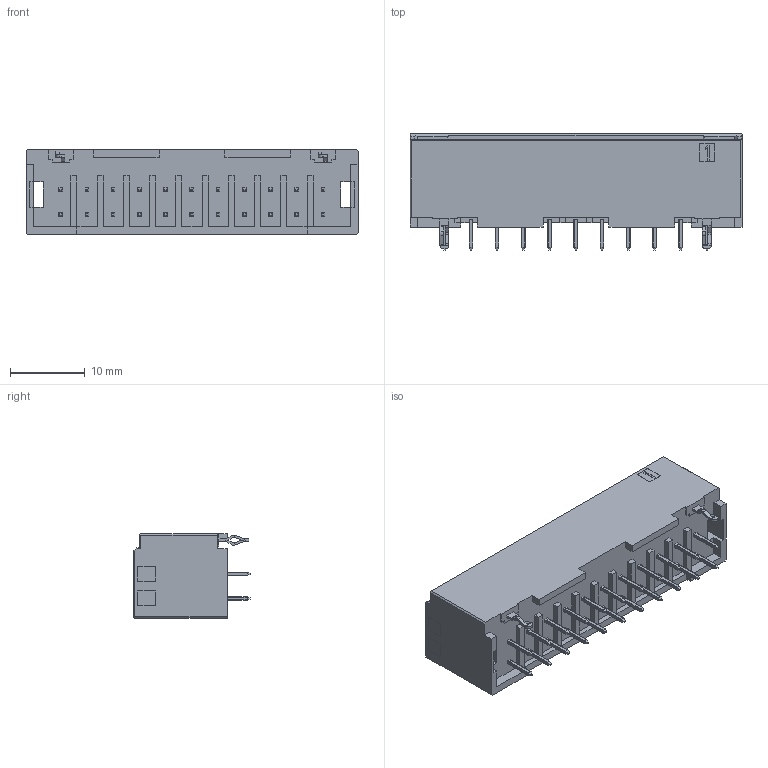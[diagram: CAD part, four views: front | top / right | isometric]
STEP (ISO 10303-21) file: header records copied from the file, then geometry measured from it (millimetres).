
FILE_DESCRIPTION( ('This file contains a STEP AP42 implementation' ,'as created by ZW3D STEP Interface translator.') ,'2;1' );
FILE_NAME( 'WD3500-2WS11W4BT01X.stp' ,'2312 5.171221', (''), ('ZWCAD Software Co.'), 'Version 1.0', 'ZW3D to STEP translator', '' );
FILE_SCHEMA(('AUTOMOTIVE_DESIGN { 1 0 10303 214 1 1 1 1 }'));
Length unit declared in the file: millimetre
Products named in the file (2): 0; WD3500-2WS11W4BT01X
Bounding box: 44.3 x 15.5 x 11.3 mm (x, y, z)
Volume: 1992.4 mm3; surface area: 4152.9 mm2
Topology: 1 solids, 1 shells, 1228 faces, 3250 edges, 2085 vertices
Faces by surface type: plane 1048, cylinder 178, bspline 2
Entity records: 39080 total; most frequent: CARTESIAN_POINT 7560, ORIENTED_EDGE 6500, DIRECTION 5744, EDGE_CURVE 3250, VECTOR 2806, LINE 2806, VERTEX_POINT 2085, AXIS2_PLACEMENT_3D 1469
